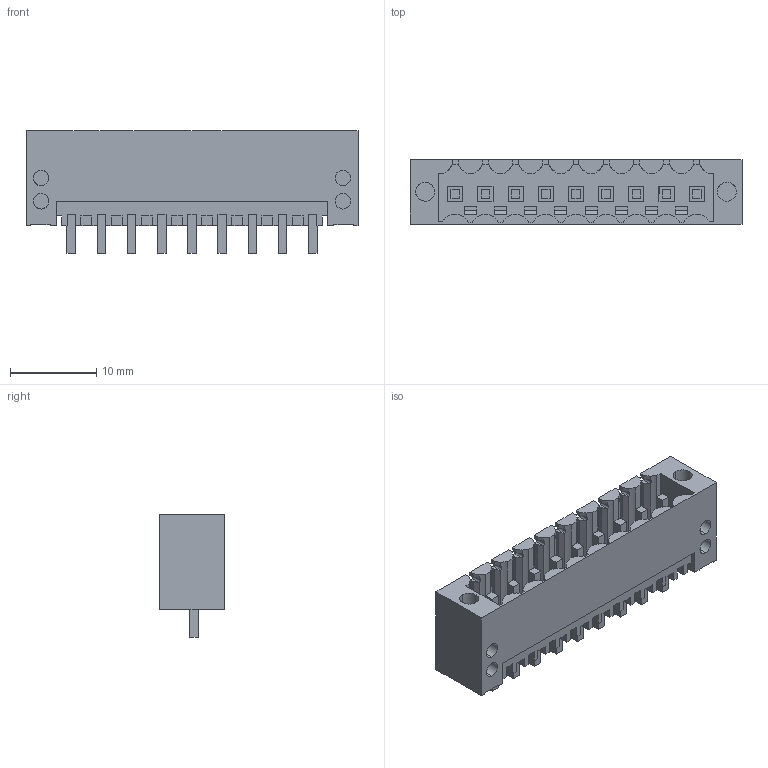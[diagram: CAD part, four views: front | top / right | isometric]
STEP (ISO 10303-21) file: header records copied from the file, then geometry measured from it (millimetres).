
FILE_DESCRIPTION(('CATIA V5 STEP Exchange','CAx-IF Rec.Pracs.--- Model Styling and Organization---1.2---2011-12-15'),'2;1');
FILE_NAME ('D1457299_0_1842840000_1842840000.stp','2018-03-13T12:23:29+00:00',('none'),('Weidmueller'),'CATIA Version 5-6 Release 2014','CATIA V5 STEP AP214','none');
FILE_SCHEMA(('AUTOMOTIVE_DESIGN { 1 0 10303 214 1 1 1 1 }'));
Length unit declared in the file: millimetre
Products named in the file (1): 1842840000
Bounding box: 38.5 x 7.45 x 14.25 mm (x, y, z)
Volume: 1448.2 mm3; surface area: 3545.4 mm2
Topology: 10 solids, 10 shells, 759 faces, 2200 edges, 1492 vertices
Faces by surface type: plane 674, cylinder 85
Entity records: 25992 total; most frequent: CARTESIAN_POINT 5446, ORIENTED_EDGE 4400, DIRECTION 3555, EDGE_CURVE 2200, VECTOR 1994, LINE 1994, VERTEX_POINT 1492, EDGE_LOOP 808
